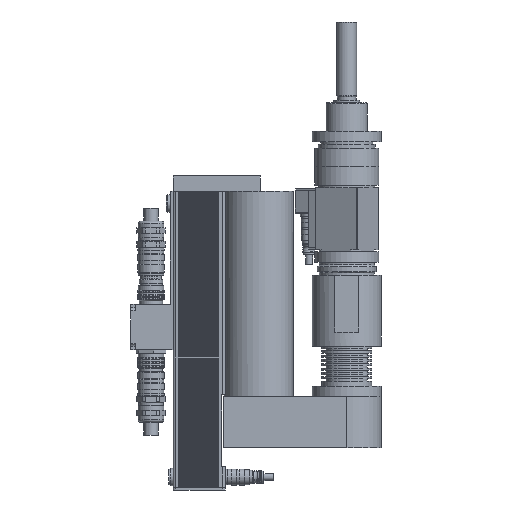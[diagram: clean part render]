
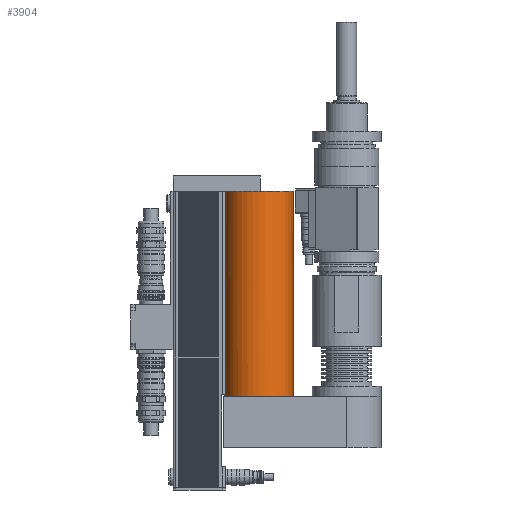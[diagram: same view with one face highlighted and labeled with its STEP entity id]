
A CAD part, front view. The second image highlights one B-rep face of the part: STEP entity #3904.
In plain terms, the highlighted cylindrical face has radius 40 mm (diameter 80 mm), a full revolution.
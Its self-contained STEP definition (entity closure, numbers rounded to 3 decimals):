
#3653=CARTESIAN_POINT('',(-40.0,-68.9,108.5));
#3654=VERTEX_POINT('',#3653);
#3655=CARTESIAN_POINT('',(0.0,-68.9,108.5));
#3656=DIRECTION('',(0.0,0.0,1.0));
#3657=DIRECTION('',(1.0,0.0,0.0));
#3658=AXIS2_PLACEMENT_3D('',#3655,#3656,#3657);
#3659=CIRCLE('',#3658,40.0);
#3660=EDGE_CURVE('',#3654,#3654,#3659,.T.);
#3876=CARTESIAN_POINT('',(0.0,-68.9,346.5));
#3877=DIRECTION('',(0.0,0.0,-1.0));
#3878=DIRECTION('',(1.0,0.0,0.0));
#3879=AXIS2_PLACEMENT_3D('',#3876,#3877,#3878);
#3880=CYLINDRICAL_SURFACE('',#3879,40.0);
#3881=ORIENTED_EDGE('',*,*,#3660,.T.);
#3882=EDGE_LOOP('',(#3881));
#3883=FACE_OUTER_BOUND('',#3882,.T.);
#3884=CARTESIAN_POINT('',(-20.85,-34.764,346.5));
#3885=VERTEX_POINT('',#3884);
#3886=CARTESIAN_POINT('',(20.85,-34.764,346.5));
#3887=VERTEX_POINT('',#3886);
#3888=CARTESIAN_POINT('',(0.0,-68.9,346.5));
#3889=DIRECTION('',(0.0,0.0,1.0));
#3890=DIRECTION('',(1.0,0.0,0.0));
#3891=AXIS2_PLACEMENT_3D('',#3888,#3889,#3890);
#3892=CIRCLE('',#3891,40.0);
#3893=EDGE_CURVE('',#3885,#3887,#3892,.T.);
#3894=ORIENTED_EDGE('',*,*,#3893,.F.);
#3895=CARTESIAN_POINT('',(0.0,-68.9,346.5));
#3896=DIRECTION('',(0.0,0.0,1.0));
#3897=DIRECTION('',(1.0,0.0,0.0));
#3898=AXIS2_PLACEMENT_3D('',#3895,#3896,#3897);
#3899=CIRCLE('',#3898,40.0);
#3900=EDGE_CURVE('',#3887,#3885,#3899,.T.);
#3901=ORIENTED_EDGE('',*,*,#3900,.F.);
#3902=EDGE_LOOP('',(#3894,#3901));
#3903=FACE_BOUND('',#3902,.T.);
#3904=ADVANCED_FACE('',(#3883,#3903),#3880,.T.);
